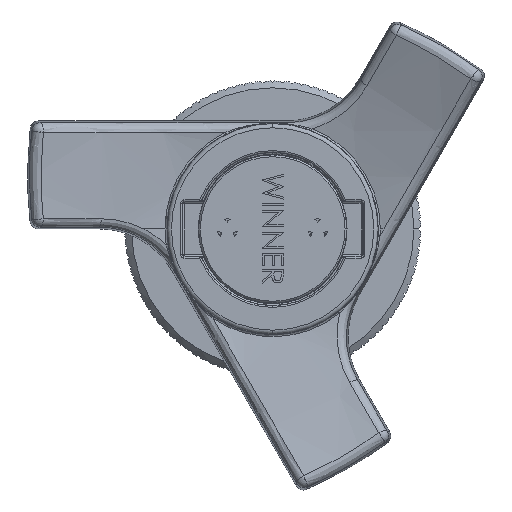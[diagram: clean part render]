
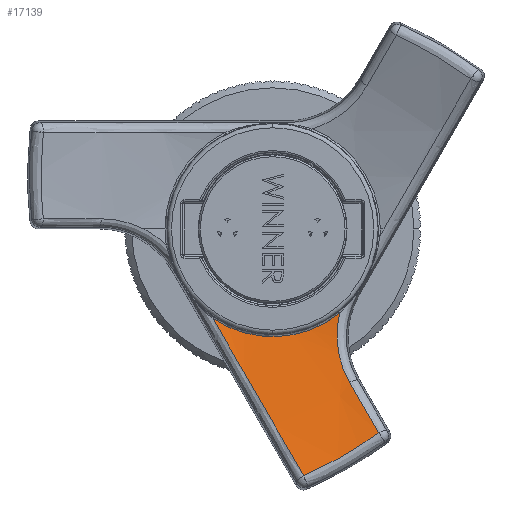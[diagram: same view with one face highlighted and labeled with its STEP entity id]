
A CAD part, left-side view. The second image highlights one B-rep face of the part: STEP entity #17139.
In plain terms, the highlighted spherical face has radius 70 mm.
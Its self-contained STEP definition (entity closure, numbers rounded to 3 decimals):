
#543 = CARTESIAN_POINT ( 'NONE',  ( -30.757, -11.399, -22.149 ) ) ;
#975 = ORIENTED_EDGE ( 'NONE', *, *, #31913, .T. ) ;
#4736 = EDGE_CURVE ( 'NONE', #26856, #30684, #26346, .T. ) ;
#6121 = CARTESIAN_POINT ( 'NONE',  ( -27.539, 6.131, -12.195 ) ) ;
#6284 = CARTESIAN_POINT ( 'NONE',  ( -27.387, 0., 0. ) ) ;
#7509 = B_SPLINE_CURVE_WITH_KNOTS ( 'NONE', 3,
 ( #15391, #543, #23032, #27991 ),
 .UNSPECIFIED., .F., .F.,
 ( 4, 4 ),
 ( 0., 0.007 ),
 .UNSPECIFIED. ) ;
#8281 = CARTESIAN_POINT ( 'NONE',  ( -29.017, -8.741, -17.548 ) ) ;
#8596 = CARTESIAN_POINT ( 'NONE',  ( -28.363, 3.385, -16.953 ) ) ;
#8695 = CARTESIAN_POINT ( 'NONE',  ( -30.072, -0.22, -23.198 ) ) ;
#8797 = CARTESIAN_POINT ( 'NONE',  ( -28.444, -7.991, -15.592 ) ) ;
#9028 = FACE_OUTER_BOUND ( 'NONE', #31284, .T. ) ;
#9338 = EDGE_CURVE ( 'NONE', #16729, #30490, #14320, .T. ) ;
#9893 = ORIENTED_EDGE ( 'NONE', *, *, #9338, .T. ) ;
#10406 = CIRCLE ( 'NONE', #16128, 12.73 ) ;
#11175 = CARTESIAN_POINT ( 'NONE',  ( -27.475, -7.771, -10.668 ) ) ;
#11727 = ORIENTED_EDGE ( 'NONE', *, *, #4736, .T. ) ;
#12342 = CARTESIAN_POINT ( 'NONE',  ( -32.701, -3.676, -29.186 ) ) ;
#13145 = CARTESIAN_POINT ( 'NONE',  ( -31.699, -12.52, -24.09 ) ) ;
#13761 = CARTESIAN_POINT ( 'NONE',  ( -27.754, -7.601, -12.441 ) ) ;
#13928 = DIRECTION ( 'NONE',  ( 0., 0., 1. ) ) ;
#14320 = B_SPLINE_CURVE_WITH_KNOTS ( 'NONE', 3,
 ( #15592, #8281, #31037, #8797, #18547, #23338, #16095, #21097, #13761, #25807, #28295, #11175, #26221, #18652 ),
 .UNSPECIFIED., .F., .F.,
 ( 4, 2, 2, 2, 2, 2, 4 ),
 ( 0., 0.002, 0.004, 0.005, 0.007, 0.008, 0.009 ),
 .UNSPECIFIED. ) ;
#15391 = CARTESIAN_POINT ( 'NONE',  ( -31.699, -12.52, -24.09 ) ) ;
#15592 = CARTESIAN_POINT ( 'NONE',  ( -29.229, -9.091, -18.152 ) ) ;
#15773 = CARTESIAN_POINT ( 'NONE',  ( -27.387, 7.053, -10.597 ) ) ;
#16095 = CARTESIAN_POINT ( 'NONE',  ( -27.96, -7.636, -13.504 ) ) ;
#16128 = AXIS2_PLACEMENT_3D ( 'NONE', #6284, #28575, #13928 ) ;
#16729 = VERTEX_POINT ( 'NONE', #20527 ) ;
#17030 = CARTESIAN_POINT ( 'NONE',  ( -32.701, -3.676, -29.186 ) ) ;
#17139 = ADVANCED_FACE ( 'NONE', ( #9028 ), #23153, .F. ) ;
#17298 = CARTESIAN_POINT ( 'NONE',  ( -96.22, 0., 0. ) ) ;
#17698 = ORIENTED_EDGE ( 'NONE', *, *, #25774, .T. ) ;
#18547 = CARTESIAN_POINT ( 'NONE',  ( -28.272, -7.824, -14.913 ) ) ;
#18576 = B_SPLINE_CURVE_WITH_KNOTS ( 'NONE', 3,
 ( #17030, #22038, #19577, #22249 ),
 .UNSPECIFIED., .F., .F.,
 ( 4, 4 ),
 ( 0., 0.01 ),
 .UNSPECIFIED. ) ;
#18652 = CARTESIAN_POINT ( 'NONE',  ( -27.387, -7.927, -9.961 ) ) ;
#19577 = CARTESIAN_POINT ( 'NONE',  ( -31.914, -9.754, -26.103 ) ) ;
#20527 = CARTESIAN_POINT ( 'NONE',  ( -29.229, -9.091, -18.152 ) ) ;
#20582 = CARTESIAN_POINT ( 'NONE',  ( -27.387, 7.053, -10.597 ) ) ;
#21097 = CARTESIAN_POINT ( 'NONE',  ( -27.819, -7.601, -12.795 ) ) ;
#22038 = CARTESIAN_POINT ( 'NONE',  ( -32.249, -6.783, -27.812 ) ) ;
#22249 = CARTESIAN_POINT ( 'NONE',  ( -31.699, -12.52, -24.09 ) ) ;
#23032 = CARTESIAN_POINT ( 'NONE',  ( -29.932, -10.254, -20.167 ) ) ;
#23153 = SPHERICAL_SURFACE ( 'NONE', #29089, 70. ) ;
#23338 = CARTESIAN_POINT ( 'NONE',  ( -28.035, -7.67, -13.86 ) ) ;
#23674 = ORIENTED_EDGE ( 'NONE', *, *, #30606, .T. ) ;
#25506 = CARTESIAN_POINT ( 'NONE',  ( -27.765, 5.21, -13.791 ) ) ;
#25774 = EDGE_CURVE ( 'NONE', #30490, #26856, #10406, .T. ) ;
#25807 = CARTESIAN_POINT ( 'NONE',  ( -27.633, -7.634, -11.732 ) ) ;
#26028 = CARTESIAN_POINT ( 'NONE',  ( -31.245, -1.971, -26.233 ) ) ;
#26221 = CARTESIAN_POINT ( 'NONE',  ( -27.428, -7.84, -10.311 ) ) ;
#26346 = B_SPLINE_CURVE_WITH_KNOTS ( 'NONE', 3,
 ( #20582, #6121, #25506, #8596, #30717, #8695, #26028, #31163 ),
 .UNSPECIFIED., .F., .F.,
 ( 4, 2, 2, 4 ),
 ( 0.007, 0.013, 0.018, 0.029 ),
 .UNSPECIFIED. ) ;
#26804 = DIRECTION ( 'NONE',  ( 0., 1., 0. ) ) ;
#26856 = VERTEX_POINT ( 'NONE', #15773 ) ;
#27758 = VERTEX_POINT ( 'NONE', #13145 ) ;
#27991 = CARTESIAN_POINT ( 'NONE',  ( -29.229, -9.091, -18.152 ) ) ;
#28295 = CARTESIAN_POINT ( 'NONE',  ( -27.577, -7.668, -11.377 ) ) ;
#28575 = DIRECTION ( 'NONE',  ( 1., 0., 0. ) ) ;
#29089 = AXIS2_PLACEMENT_3D ( 'NONE', #17298, #29224, #26804 ) ;
#29224 = DIRECTION ( 'NONE',  ( 0., 0., 1. ) ) ;
#30490 = VERTEX_POINT ( 'NONE', #30823 ) ;
#30606 = EDGE_CURVE ( 'NONE', #30684, #27758, #18576, .T. ) ;
#30684 = VERTEX_POINT ( 'NONE', #12342 ) ;
#30717 = CARTESIAN_POINT ( 'NONE',  ( -28.736, 2.478, -18.524 ) ) ;
#30823 = CARTESIAN_POINT ( 'NONE',  ( -27.387, -7.927, -9.961 ) ) ;
#31037 = CARTESIAN_POINT ( 'NONE',  ( -28.816, -8.449, -16.908 ) ) ;
#31163 = CARTESIAN_POINT ( 'NONE',  ( -32.701, -3.676, -29.186 ) ) ;
#31284 = EDGE_LOOP ( 'NONE', ( #9893, #17698, #11727, #23674, #975 ) ) ;
#31913 = EDGE_CURVE ( 'NONE', #27758, #16729, #7509, .T. ) ;
